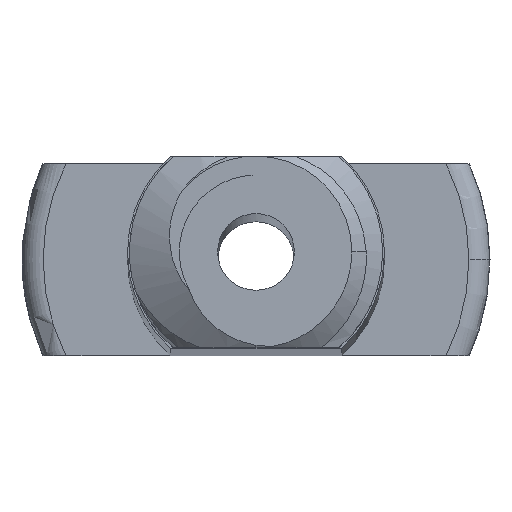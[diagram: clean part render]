
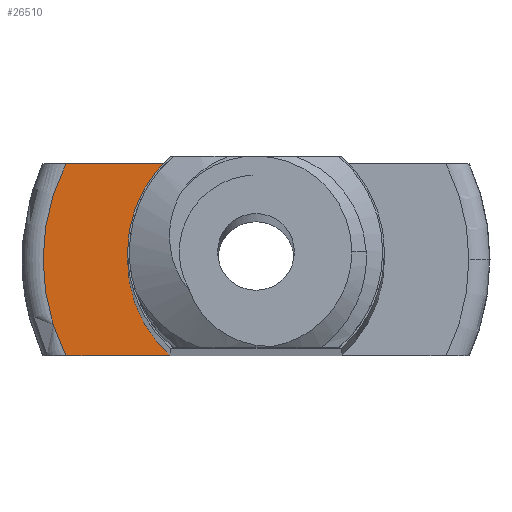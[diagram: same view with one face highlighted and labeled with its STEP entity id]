
A CAD part, top view. The second image highlights one B-rep face of the part: STEP entity #26510.
In plain terms, the highlighted planar face has unit normal (0, 0, 1).
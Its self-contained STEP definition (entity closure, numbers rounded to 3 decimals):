
#7561 = PLANE('',#7562);
#7562 = AXIS2_PLACEMENT_3D('',#7563,#7564,#7565);
#7563 = CARTESIAN_POINT('',(-12.5,-2.5,200.));
#7564 = DIRECTION('',(0.,1.,0.));
#7565 = DIRECTION('',(-1.,0.,0.));
#8350 = PLANE('',#8351);
#8351 = AXIS2_PLACEMENT_3D('',#8352,#8353,#8354);
#8352 = CARTESIAN_POINT('',(-12.5,2.5,200.));
#8353 = DIRECTION('',(0.,-1.,0.));
#8354 = DIRECTION('',(1.,0.,0.));
#10935 = VERTEX_POINT('',#10936);
#10936 = CARTESIAN_POINT('',(-2.23,-2.5,0.));
#10950 = CYLINDRICAL_SURFACE('',#10951,3.35);
#10951 = AXIS2_PLACEMENT_3D('',#10952,#10953,#10954);
#10952 = CARTESIAN_POINT('',(0.,0.,
    111.1));
#10953 = DIRECTION('',(0.,0.,-1.));
#10954 = DIRECTION('',(1.,0.,0.));
#10962 = EDGE_CURVE('',#10963,#10935,#10965,.T.);
#10963 = VERTEX_POINT('',#10964);
#10964 = CARTESIAN_POINT('',(-4.955,-2.5,0.));
#10965 = SURFACE_CURVE('',#10966,(#10970,#10977),.PCURVE_S1.);
#10966 = LINE('',#10967,#10968);
#10967 = CARTESIAN_POINT('',(-6.25,-2.5,0.));
#10968 = VECTOR('',#10969,1.);
#10969 = DIRECTION('',(1.,0.,0.));
#10970 = PCURVE('',#7561,#10971);
#10971 = DEFINITIONAL_REPRESENTATION('',(#10972),#10976);
#10972 = LINE('',#10973,#10974);
#10973 = CARTESIAN_POINT('',(-6.25,-200.));
#10974 = VECTOR('',#10975,1.);
#10975 = DIRECTION('',(-1.,0.));
#10976 = ( GEOMETRIC_REPRESENTATION_CONTEXT(2) 
PARAMETRIC_REPRESENTATION_CONTEXT() REPRESENTATION_CONTEXT('2D SPACE',''
  ) );
#10977 = PCURVE('',#10978,#10983);
#10978 = PLANE('',#10979);
#10979 = AXIS2_PLACEMENT_3D('',#10980,#10981,#10982);
#10980 = CARTESIAN_POINT('',(0.,0.,
    0.));
#10981 = DIRECTION('',(0.,0.,-1.));
#10982 = DIRECTION('',(1.,0.,0.));
#10983 = DEFINITIONAL_REPRESENTATION('',(#10984),#10988);
#10984 = LINE('',#10985,#10986);
#10985 = CARTESIAN_POINT('',(-6.25,2.5));
#10986 = VECTOR('',#10987,1.);
#10987 = DIRECTION('',(1.,0.));
#10988 = ( GEOMETRIC_REPRESENTATION_CONTEXT(2) 
PARAMETRIC_REPRESENTATION_CONTEXT() REPRESENTATION_CONTEXT('2D SPACE',''
  ) );
#11044 = TOROIDAL_SURFACE('',#11045,5.55,0.55);
#11045 = AXIS2_PLACEMENT_3D('',#11046,#11047,#11048);
#11046 = CARTESIAN_POINT('',(0.,0.,-0.55
    ));
#11047 = DIRECTION('',(0.,0.,1.));
#11048 = DIRECTION('',(1.,0.,0.));
#24642 = VERTEX_POINT('',#24643);
#24643 = CARTESIAN_POINT('',(-2.23,2.5,0.));
#24664 = EDGE_CURVE('',#24665,#24642,#24667,.T.);
#24665 = VERTEX_POINT('',#24666);
#24666 = CARTESIAN_POINT('',(-4.955,2.5,0.));
#24667 = SURFACE_CURVE('',#24668,(#24672,#24679),.PCURVE_S1.);
#24668 = LINE('',#24669,#24670);
#24669 = CARTESIAN_POINT('',(-6.25,2.5,0.));
#24670 = VECTOR('',#24671,1.);
#24671 = DIRECTION('',(1.,0.,0.));
#24672 = PCURVE('',#8350,#24673);
#24673 = DEFINITIONAL_REPRESENTATION('',(#24674),#24678);
#24674 = LINE('',#24675,#24676);
#24675 = CARTESIAN_POINT('',(6.25,-200.));
#24676 = VECTOR('',#24677,1.);
#24677 = DIRECTION('',(1.,0.));
#24678 = ( GEOMETRIC_REPRESENTATION_CONTEXT(2) 
PARAMETRIC_REPRESENTATION_CONTEXT() REPRESENTATION_CONTEXT('2D SPACE',''
  ) );
#24679 = PCURVE('',#10978,#24680);
#24680 = DEFINITIONAL_REPRESENTATION('',(#24681),#24685);
#24681 = LINE('',#24682,#24683);
#24682 = CARTESIAN_POINT('',(-6.25,-2.5));
#24683 = VECTOR('',#24684,1.);
#24684 = DIRECTION('',(1.,0.));
#24685 = ( GEOMETRIC_REPRESENTATION_CONTEXT(2) 
PARAMETRIC_REPRESENTATION_CONTEXT() REPRESENTATION_CONTEXT('2D SPACE',''
  ) );
#26439 = EDGE_CURVE('',#10935,#24642,#26440,.T.);
#26440 = SURFACE_CURVE('',#26441,(#26446,#26453),.PCURVE_S1.);
#26441 = CIRCLE('',#26442,3.35);
#26442 = AXIS2_PLACEMENT_3D('',#26443,#26444,#26445);
#26443 = CARTESIAN_POINT('',(0.,0.,
    0.));
#26444 = DIRECTION('',(0.,0.,-1.));
#26445 = DIRECTION('',(1.,0.,0.));
#26446 = PCURVE('',#10950,#26447);
#26447 = DEFINITIONAL_REPRESENTATION('',(#26448),#26452);
#26448 = LINE('',#26449,#26450);
#26449 = CARTESIAN_POINT('',(0.,111.1));
#26450 = VECTOR('',#26451,1.);
#26451 = DIRECTION('',(1.,0.));
#26452 = ( GEOMETRIC_REPRESENTATION_CONTEXT(2) 
PARAMETRIC_REPRESENTATION_CONTEXT() REPRESENTATION_CONTEXT('2D SPACE',''
  ) );
#26453 = PCURVE('',#10978,#26454);
#26454 = DEFINITIONAL_REPRESENTATION('',(#26455),#26459);
#26455 = CIRCLE('',#26456,3.35);
#26456 = AXIS2_PLACEMENT_2D('',#26457,#26458);
#26457 = CARTESIAN_POINT('',(0.,0.));
#26458 = DIRECTION('',(1.,0.));
#26459 = ( GEOMETRIC_REPRESENTATION_CONTEXT(2) 
PARAMETRIC_REPRESENTATION_CONTEXT() REPRESENTATION_CONTEXT('2D SPACE',''
  ) );
#26510 = ADVANCED_FACE('',(#26511),#10978,.F.);
#26511 = FACE_BOUND('',#26512,.T.);
#26512 = EDGE_LOOP('',(#26513,#26514,#26515,#26516));
#26513 = ORIENTED_EDGE('',*,*,#10962,.T.);
#26514 = ORIENTED_EDGE('',*,*,#26439,.T.);
#26515 = ORIENTED_EDGE('',*,*,#24664,.F.);
#26516 = ORIENTED_EDGE('',*,*,#26517,.F.);
#26517 = EDGE_CURVE('',#10963,#24665,#26518,.T.);
#26518 = SURFACE_CURVE('',#26519,(#26524,#26531),.PCURVE_S1.);
#26519 = CIRCLE('',#26520,5.55);
#26520 = AXIS2_PLACEMENT_3D('',#26521,#26522,#26523);
#26521 = CARTESIAN_POINT('',(0.,0.,
    0.));
#26522 = DIRECTION('',(0.,0.,-1.));
#26523 = DIRECTION('',(1.,0.,0.));
#26524 = PCURVE('',#10978,#26525);
#26525 = DEFINITIONAL_REPRESENTATION('',(#26526),#26530);
#26526 = CIRCLE('',#26527,5.55);
#26527 = AXIS2_PLACEMENT_2D('',#26528,#26529);
#26528 = CARTESIAN_POINT('',(0.,0.));
#26529 = DIRECTION('',(1.,0.));
#26530 = ( GEOMETRIC_REPRESENTATION_CONTEXT(2) 
PARAMETRIC_REPRESENTATION_CONTEXT() REPRESENTATION_CONTEXT('2D SPACE',''
  ) );
#26531 = PCURVE('',#11044,#26532);
#26532 = DEFINITIONAL_REPRESENTATION('',(#26533),#26537);
#26533 = LINE('',#26534,#26535);
#26534 = CARTESIAN_POINT('',(-0.,7.854));
#26535 = VECTOR('',#26536,1.);
#26536 = DIRECTION('',(-1.,0.));
#26537 = ( GEOMETRIC_REPRESENTATION_CONTEXT(2) 
PARAMETRIC_REPRESENTATION_CONTEXT() REPRESENTATION_CONTEXT('2D SPACE',''
  ) );
